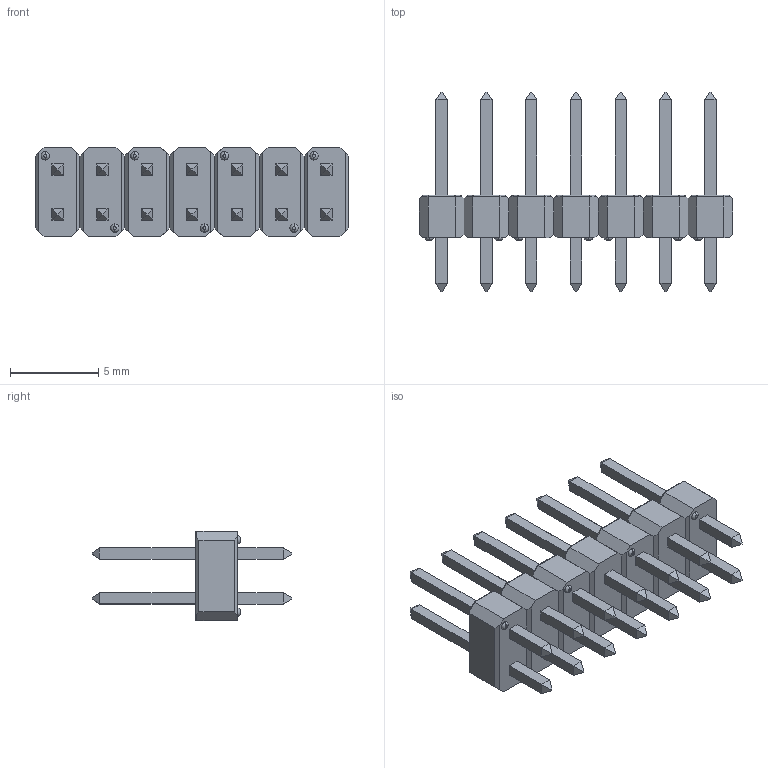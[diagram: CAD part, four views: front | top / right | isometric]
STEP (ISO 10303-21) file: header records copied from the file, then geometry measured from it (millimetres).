
FILE_DESCRIPTION (( 'STEP AP214' ), '1' );
FILE_NAME ('P(B,C)C07DAAN.STEP', '2018-02-12T21:11:36', ( '' ), ( '' ), 'SwSTEP 2.0', 'SolidWorks 2014', '' );
FILE_SCHEMA (( 'AUTOMOTIVE_DESIGN' ));
Length unit declared in the file: millimetre
Products named in the file (2): Dual TH withbump format; P(B,C)C07DAAN
Assembly tree (7 placements, depth 2):
  P(B,C)C07DAAN
    Dual TH withbump format  x7
Bounding box: 17.78 x 11.29 x 5.08 mm (x, y, z)
Volume: 254 mm3; surface area: 715 mm2
Topology: 35 solids, 35 shells, 455 faces, 994 edges, 616 vertices
Faces by surface type: plane 385, cylinder 56, torus 14
Entity records: 2092 total; most frequent: CARTESIAN_POINT 341, DIRECTION 286, ORIENTED_EDGE 284, EDGE_CURVE 142, VECTOR 124, LINE 124, VERTEX_POINT 88, AXIS2_PLACEMENT_3D 81
